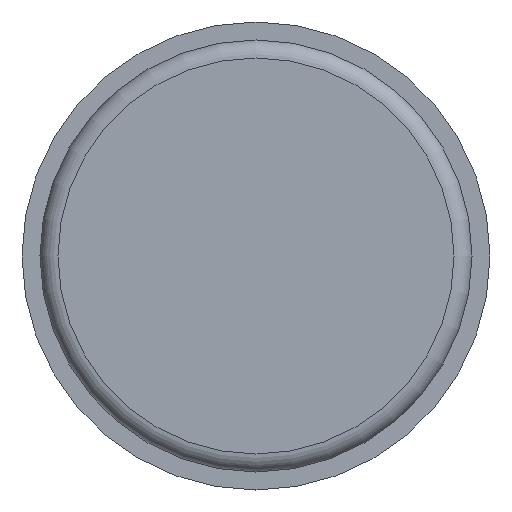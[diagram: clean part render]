
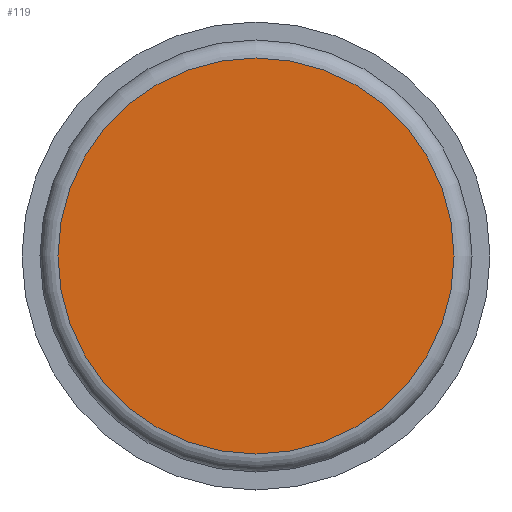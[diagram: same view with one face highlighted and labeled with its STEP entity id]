
A CAD part, front view. The second image highlights one B-rep face of the part: STEP entity #119.
In plain terms, the highlighted planar face has unit normal (0, -1, 0).
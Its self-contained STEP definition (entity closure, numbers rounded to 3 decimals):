
#107=FACE_OUTER_BOUND('',#149,.T.);
#112=PLANE('',#207);
#119=ADVANCED_FACE('',(#107),#112,.F.);
#149=EDGE_LOOP('',(#165));
#165=ORIENTED_EDGE('',*,*,#185,.T.);
#177=VERTEX_POINT('',#264);
#185=EDGE_CURVE('',#177,#177,#193,.T.);
#193=CIRCLE('',#205,2.75);
#205=AXIS2_PLACEMENT_3D('',#263,#231,#232);
#207=AXIS2_PLACEMENT_3D('',#266,#235,#236);
#231=DIRECTION('',(0.,-1.,0.));
#232=DIRECTION('',(1.,0.,0.));
#235=DIRECTION('',(0.,1.,0.));
#236=DIRECTION('',(-1.,0.,0.));
#263=CARTESIAN_POINT('',(0.,-33.3,0.));
#264=CARTESIAN_POINT('',(2.75,-33.3,0.));
#266=CARTESIAN_POINT('',(-2.75,-33.3,0.));
